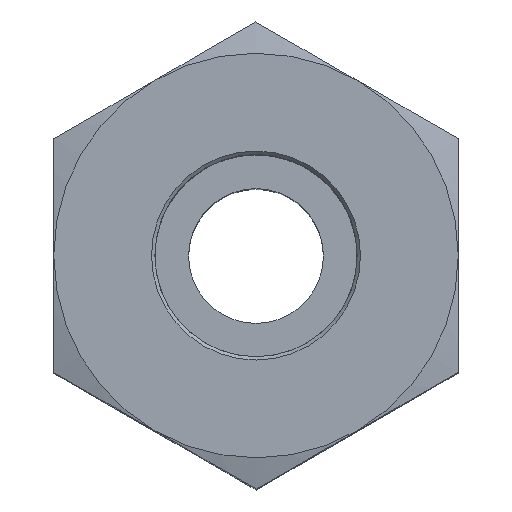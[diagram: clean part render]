
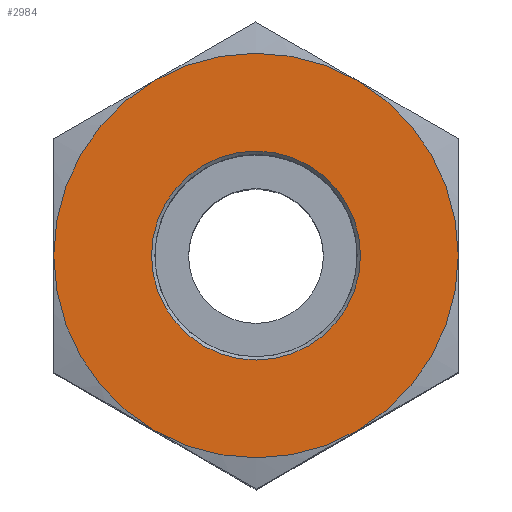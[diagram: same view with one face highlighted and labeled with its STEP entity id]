
A CAD part, top view. The second image highlights one B-rep face of the part: STEP entity #2984.
In plain terms, the highlighted planar face has unit normal (0, 0, 1).
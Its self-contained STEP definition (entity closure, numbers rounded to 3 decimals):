
#2888=CARTESIAN_POINT('',(6.2,0.,17.5));
#2889=VERTEX_POINT('',#2888);
#2890=CARTESIAN_POINT('',(0.0,0.0,17.5));
#2891=DIRECTION('',(0.0,0.0,1.0));
#2892=DIRECTION('',(-1.0,0.0,0.0));
#2893=AXIS2_PLACEMENT_3D('',#2890,#2891,#2892);
#2894=CIRCLE('',#2893,6.2);
#2895=EDGE_CURVE('',#2889,#2889,#2894,.T.);
#2920=CARTESIAN_POINT('',(0.,0.,17.5));
#2921=DIRECTION('',(0.0,0.0,1.0));
#2922=DIRECTION('',(1.0,0.0,0.0));
#2923=AXIS2_PLACEMENT_3D('',#2920,#2921,#2922);
#2924=PLANE('',#2923);
#2925=CARTESIAN_POINT('',(-6.,-10.392,17.5));
#2926=VERTEX_POINT('',#2925);
#2927=CARTESIAN_POINT('',(6.,-10.392,17.5));
#2928=VERTEX_POINT('',#2927);
#2929=CARTESIAN_POINT('',(0.0,0.0,17.5));
#2930=DIRECTION('',(0.0,0.0,1.0));
#2931=DIRECTION('',(-0.5,-0.866,0.0));
#2932=AXIS2_PLACEMENT_3D('',#2929,#2930,#2931);
#2933=CIRCLE('',#2932,12.);
#2934=EDGE_CURVE('',#2926,#2928,#2933,.T.);
#2935=ORIENTED_EDGE('',*,*,#2934,.T.);
#2936=CARTESIAN_POINT('',(12.0,0.,17.5));
#2937=VERTEX_POINT('',#2936);
#2938=CARTESIAN_POINT('',(0.0,0.0,17.5));
#2939=DIRECTION('',(0.0,0.0,1.0));
#2940=DIRECTION('',(-0.5,-0.866,0.0));
#2941=AXIS2_PLACEMENT_3D('',#2938,#2939,#2940);
#2942=CIRCLE('',#2941,12.);
#2943=EDGE_CURVE('',#2928,#2937,#2942,.T.);
#2944=ORIENTED_EDGE('',*,*,#2943,.T.);
#2945=CARTESIAN_POINT('',(6.,10.392,17.5));
#2946=VERTEX_POINT('',#2945);
#2947=CARTESIAN_POINT('',(0.0,0.0,17.5));
#2948=DIRECTION('',(0.0,0.0,1.0));
#2949=DIRECTION('',(-0.5,-0.866,0.0));
#2950=AXIS2_PLACEMENT_3D('',#2947,#2948,#2949);
#2951=CIRCLE('',#2950,12.);
#2952=EDGE_CURVE('',#2937,#2946,#2951,.T.);
#2953=ORIENTED_EDGE('',*,*,#2952,.T.);
#2954=CARTESIAN_POINT('',(-6.,10.392,17.5));
#2955=VERTEX_POINT('',#2954);
#2956=CARTESIAN_POINT('',(0.0,0.0,17.5));
#2957=DIRECTION('',(0.0,0.0,1.0));
#2958=DIRECTION('',(-0.5,-0.866,0.0));
#2959=AXIS2_PLACEMENT_3D('',#2956,#2957,#2958);
#2960=CIRCLE('',#2959,12.);
#2961=EDGE_CURVE('',#2946,#2955,#2960,.T.);
#2962=ORIENTED_EDGE('',*,*,#2961,.T.);
#2963=CARTESIAN_POINT('',(-12.,0.0,17.5));
#2964=VERTEX_POINT('',#2963);
#2965=CARTESIAN_POINT('',(0.0,0.0,17.5));
#2966=DIRECTION('',(0.0,0.0,1.0));
#2967=DIRECTION('',(-0.5,-0.866,0.0));
#2968=AXIS2_PLACEMENT_3D('',#2965,#2966,#2967);
#2969=CIRCLE('',#2968,12.);
#2970=EDGE_CURVE('',#2955,#2964,#2969,.T.);
#2971=ORIENTED_EDGE('',*,*,#2970,.T.);
#2972=CARTESIAN_POINT('',(0.0,0.0,17.5));
#2973=DIRECTION('',(0.0,0.0,1.0));
#2974=DIRECTION('',(-0.5,-0.866,0.0));
#2975=AXIS2_PLACEMENT_3D('',#2972,#2973,#2974);
#2976=CIRCLE('',#2975,12.);
#2977=EDGE_CURVE('',#2964,#2926,#2976,.T.);
#2978=ORIENTED_EDGE('',*,*,#2977,.T.);
#2979=EDGE_LOOP('',(#2935,#2944,#2953,#2962,#2971,#2978));
#2980=FACE_OUTER_BOUND('',#2979,.T.);
#2981=ORIENTED_EDGE('',*,*,#2895,.F.);
#2982=EDGE_LOOP('',(#2981));
#2983=FACE_BOUND('',#2982,.T.);
#2984=ADVANCED_FACE('',(#2980,#2983),#2924,.T.);
